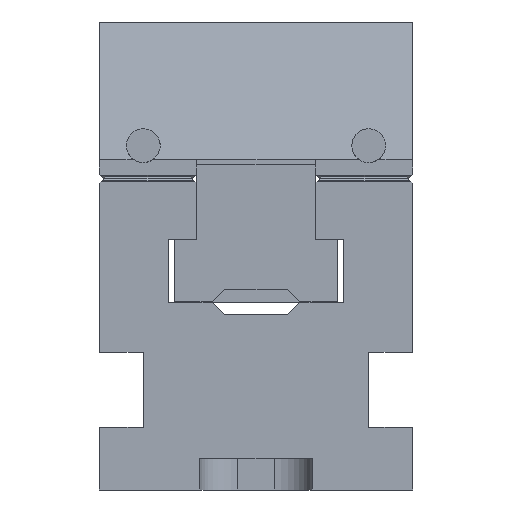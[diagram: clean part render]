
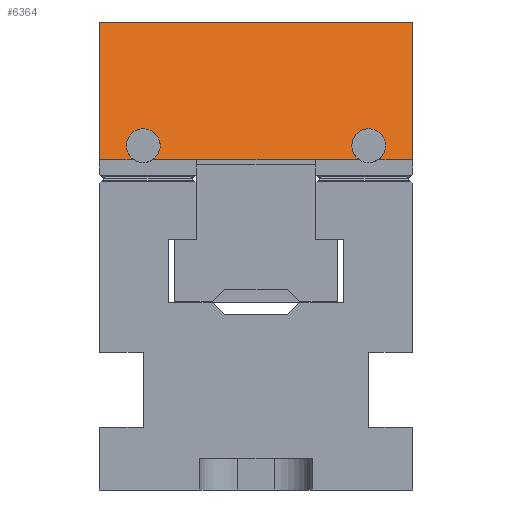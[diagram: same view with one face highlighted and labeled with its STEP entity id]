
A CAD part, front view. The second image highlights one B-rep face of the part: STEP entity #6364.
In plain terms, the highlighted face is planar.
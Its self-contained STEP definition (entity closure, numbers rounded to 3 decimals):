
#6364 = ADVANCED_FACE( '', ( #13525 ), #13526, .T. );
#13525 = FACE_OUTER_BOUND( '', #21517, .T. );
#13526 = PLANE( '', #21518 );
#21517 = EDGE_LOOP( '', ( #41572, #41573, #41574, #41575, #41576, #41577, #41578, #41579, #41580, #41581, #41582, #41583 ) );
#21518 = AXIS2_PLACEMENT_3D( '', #41584, #41585, #41586 );
#41572 = ORIENTED_EDGE( '', *, *, #54494, .F. );
#41573 = ORIENTED_EDGE( '', *, *, #56614, .T. );
#41574 = ORIENTED_EDGE( '', *, *, #53988, .F. );
#41575 = ORIENTED_EDGE( '', *, *, #56613, .T. );
#41576 = ORIENTED_EDGE( '', *, *, #57473, .F. );
#41577 = ORIENTED_EDGE( '', *, *, #52446, .F. );
#41578 = ORIENTED_EDGE( '', *, *, #58089, .T. );
#41579 = ORIENTED_EDGE( '', *, *, #52685, .T. );
#41580 = ORIENTED_EDGE( '', *, *, #57797, .F. );
#41581 = ORIENTED_EDGE( '', *, *, #52683, .T. );
#41582 = ORIENTED_EDGE( '', *, *, #52353, .F. );
#41583 = ORIENTED_EDGE( '', *, *, #58090, .F. );
#41584 = CARTESIAN_POINT( '', ( 25., 11.85, 12.5 ) );
#41585 = DIRECTION( '', ( 0., 0.966, 0.259 ) );
#41586 = DIRECTION( '', ( 0., -0.259, 0.966 ) );
#52353 = EDGE_CURVE( '', #65010, #65004, #65012, .T. );
#52446 = EDGE_CURVE( '', #65154, #65156, #65157, .T. );
#52683 = EDGE_CURVE( '', #65515, #65004, #65516, .T. );
#52685 = EDGE_CURVE( '', #65519, #65517, #65520, .T. );
#53988 = EDGE_CURVE( '', #67502, #67503, #67504, .T. );
#54494 = EDGE_CURVE( '', #68248, #68250, #68251, .T. );
#56613 = EDGE_CURVE( '', #67502, #71294, #71296, .T. );
#56614 = EDGE_CURVE( '', #68248, #67503, #71297, .T. );
#57473 = EDGE_CURVE( '', #65156, #71294, #72383, .T. );
#57797 = EDGE_CURVE( '', #65515, #65517, #72770, .T. );
#58089 = EDGE_CURVE( '', #65154, #65519, #73107, .T. );
#58090 = EDGE_CURVE( '', #68250, #65010, #73108, .T. );
#65004 = VERTEX_POINT( '', #82836 );
#65010 = VERTEX_POINT( '', #82845 );
#65012 = LINE( '', #82848, #82849 );
#65154 = VERTEX_POINT( '', #83059 );
#65156 = VERTEX_POINT( '', #83062 );
#65157 = LINE( '', #83063, #83064 );
#65515 = VERTEX_POINT( '', #83601 );
#65516 = LINE( '', #83602, #83603 );
#65517 = VERTEX_POINT( '', #83604 );
#65519 = VERTEX_POINT( '', #83606 );
#65520 = LINE( '', #83607, #83608 );
#67502 = VERTEX_POINT( '', #86517 );
#67503 = VERTEX_POINT( '', #86518 );
#67504 = ELLIPSE( '', #86519, 2.795, 2.7 );
#68248 = VERTEX_POINT( '', #87620 );
#68250 = VERTEX_POINT( '', #87623 );
#68251 = LINE( '', #87624, #87625 );
#71294 = VERTEX_POINT( '', #92308 );
#71296 = LINE( '', #92311, #92312 );
#71297 = LINE( '', #92313, #92314 );
#72383 = LINE( '', #93938, #93939 );
#72770 = ELLIPSE( '', #94524, 2.795, 2.7 );
#73107 = LINE( '', #95028, #95029 );
#73108 = LINE( '', #95030, #95031 );
#82836 = CARTESIAN_POINT( '', ( 9.5, 17.75, -9.519 ) );
#82845 = CARTESIAN_POINT( '', ( 9.5, 17.745, -9.5 ) );
#82848 = CARTESIAN_POINT( '', ( 9.5, 11.85, 12.5 ) );
#82849 = VECTOR( '', #100104, 1000. );
#83059 = CARTESIAN_POINT( '', ( 25., 11.85, 12.5 ) );
#83062 = CARTESIAN_POINT( '', ( -25., 11.85, 12.5 ) );
#83063 = CARTESIAN_POINT( '', ( 25., 11.85, 12.5 ) );
#83064 = VECTOR( '', #100180, 1000. );
#83601 = CARTESIAN_POINT( '', ( 16.537, 17.75, -9.519 ) );
#83602 = CARTESIAN_POINT( '', ( 25., 17.75, -9.519 ) );
#83603 = VECTOR( '', #100360, 1000. );
#83604 = CARTESIAN_POINT( '', ( 19.463, 17.75, -9.519 ) );
#83606 = CARTESIAN_POINT( '', ( 25., 17.75, -9.519 ) );
#83607 = CARTESIAN_POINT( '', ( 25., 17.75, -9.519 ) );
#83608 = VECTOR( '', #100364, 1000. );
#86517 = CARTESIAN_POINT( '', ( -19.463, 17.75, -9.519 ) );
#86518 = CARTESIAN_POINT( '', ( -16.537, 17.75, -9.519 ) );
#86519 = AXIS2_PLACEMENT_3D( '', #101484, #101485, #101486 );
#87620 = CARTESIAN_POINT( '', ( -9.5, 17.75, -9.519 ) );
#87623 = CARTESIAN_POINT( '', ( -9.5, 17.745, -9.5 ) );
#87624 = CARTESIAN_POINT( '', ( -9.5, 11.85, 12.5 ) );
#87625 = VECTOR( '', #101893, 1000. );
#92308 = CARTESIAN_POINT( '', ( -25., 17.75, -9.519 ) );
#92311 = CARTESIAN_POINT( '', ( 25., 17.75, -9.519 ) );
#92312 = VECTOR( '', #103640, 1000. );
#92313 = CARTESIAN_POINT( '', ( 25., 17.75, -9.519 ) );
#92314 = VECTOR( '', #103641, 1000. );
#93938 = CARTESIAN_POINT( '', ( -25., 11.85, 12.5 ) );
#93939 = VECTOR( '', #104234, 1000. );
#94524 = AXIS2_PLACEMENT_3D( '', #104438, #104439, #104440 );
#95028 = CARTESIAN_POINT( '', ( 25., 11.85, 12.5 ) );
#95029 = VECTOR( '', #104617, 1000. );
#95030 = CARTESIAN_POINT( '', ( 25., 17.745, -9.5 ) );
#95031 = VECTOR( '', #104618, 1000. );
#100104 = DIRECTION( '', ( 0., 0.259, -0.966 ) );
#100180 = DIRECTION( '', ( -1., 0., 0. ) );
#100360 = DIRECTION( '', ( -1., 0., 0. ) );
#100364 = DIRECTION( '', ( -1., 0., 0. ) );
#101484 = CARTESIAN_POINT( '', ( -18., 17.142, -7.25 ) );
#101485 = DIRECTION( '', ( 0., 0.966, 0.259 ) );
#101486 = DIRECTION( '', ( 0., 0.259, -0.966 ) );
#101893 = DIRECTION( '', ( 0., -0.259, 0.966 ) );
#103640 = DIRECTION( '', ( -1., 0., 0. ) );
#103641 = DIRECTION( '', ( -1., 0., 0. ) );
#104234 = DIRECTION( '', ( 0., 0.259, -0.966 ) );
#104438 = CARTESIAN_POINT( '', ( 18., 17.142, -7.25 ) );
#104439 = DIRECTION( '', ( 0., 0.966, 0.259 ) );
#104440 = DIRECTION( '', ( 0., 0.259, -0.966 ) );
#104617 = DIRECTION( '', ( 0., 0.259, -0.966 ) );
#104618 = DIRECTION( '', ( 1., 0., 0. ) );
